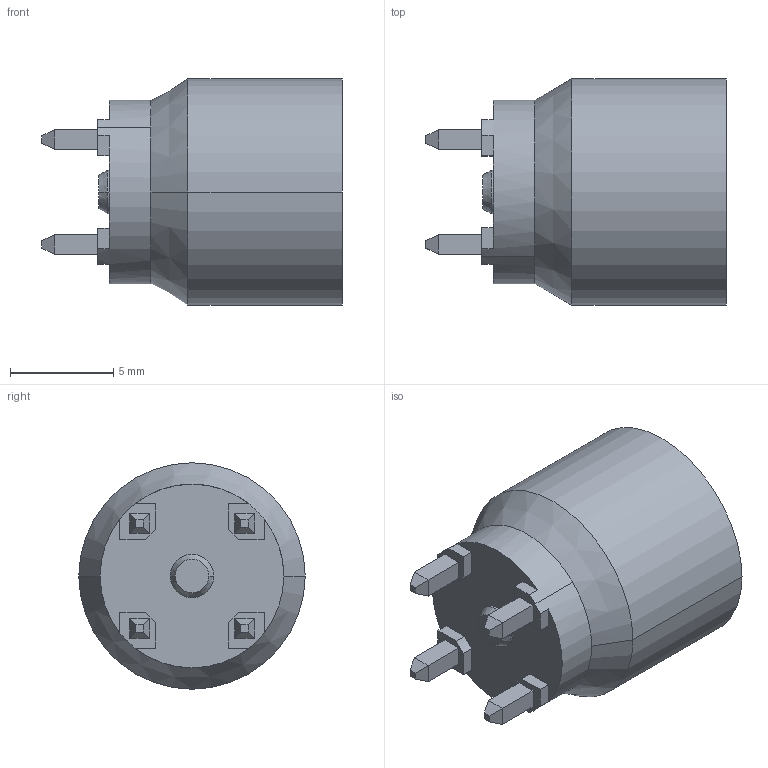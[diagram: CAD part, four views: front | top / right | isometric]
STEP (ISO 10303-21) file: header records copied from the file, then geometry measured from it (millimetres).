
FILE_DESCRIPTION((''),'2;1');
FILE_NAME('920-255P-51P_SW0001','2019-11-27T',('Kaviyarasan'),(''),'CREO PARAMETRIC BY PTC INC, 2018360','CREO PARAMETRIC BY PTC INC, 2018360','');
FILE_SCHEMA(('CONFIG_CONTROL_DESIGN'));
Length unit declared in the file: millimetre
Products named in the file (1): 920-255P-51P_SW0001
Bounding box: 14.55 x 10.97 x 10.97 mm (x, y, z)
Volume: 706.7 mm3; surface area: 852.5 mm2
Topology: 1 solids, 1 shells, 178 faces, 475 edges, 308 vertices
Faces by surface type: plane 86, cylinder 44, torus 26, cone 16, sphere 4, revolution 2
Entity records: 6212 total; most frequent: CARTESIAN_POINT 1756, ORIENTED_EDGE 950, DIRECTION 894, EDGE_CURVE 475, AXIS2_PLACEMENT_3D 318, VERTEX_POINT 308, VECTOR 256, LINE 256
